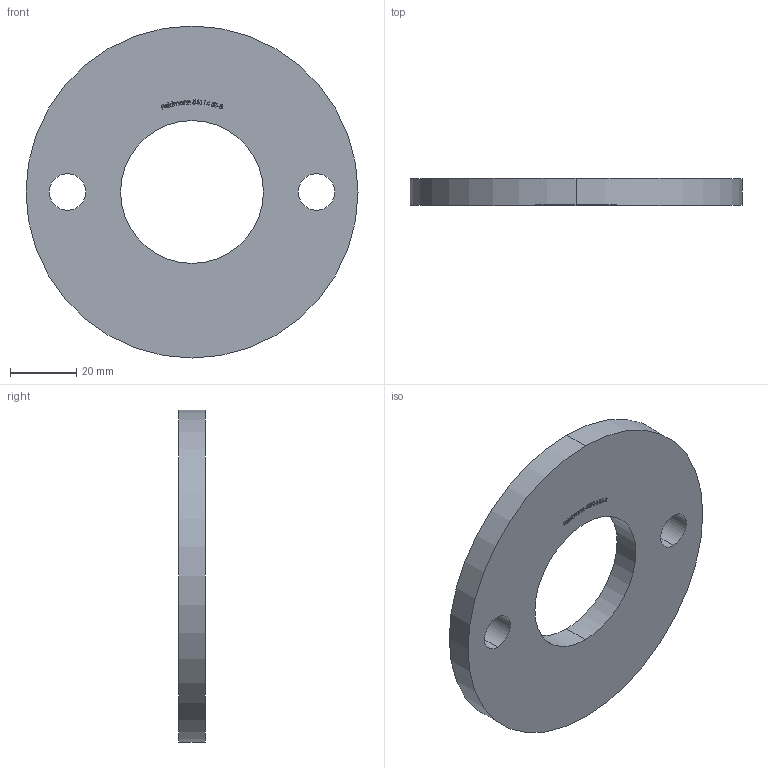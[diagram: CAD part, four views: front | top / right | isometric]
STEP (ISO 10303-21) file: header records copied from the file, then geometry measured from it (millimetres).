
FILE_DESCRIPTION (( 'STEP AP203' ), '1' );
FILE_NAME ('54114-ST-8.step', '2019-04-03T11:42:07', ( '' ), ( '' ), 'SwSTEP 2.0', 'SolidWorks 2015', '' );
FILE_SCHEMA (( 'CONFIG_CONTROL_DESIGN' ));
Length unit declared in the file: millimetre
Products named in the file (1): 54114-ST-8
Bounding box: 100 x 8 x 100 mm (x, y, z)
Volume: 49693.2 mm3; surface area: 16579.4 mm2
Topology: 1 solids, 1 shells, 239 faces, 636 edges, 424 vertices
Faces by surface type: plane 143, bspline 88, cylinder 8
Entity records: 11743 total; most frequent: CARTESIAN_POINT 6284, ORIENTED_EDGE 1272, DIRECTION 780, EDGE_CURVE 636, VECTOR 444, LINE 444, VERTEX_POINT 424, EDGE_LOOP 270
